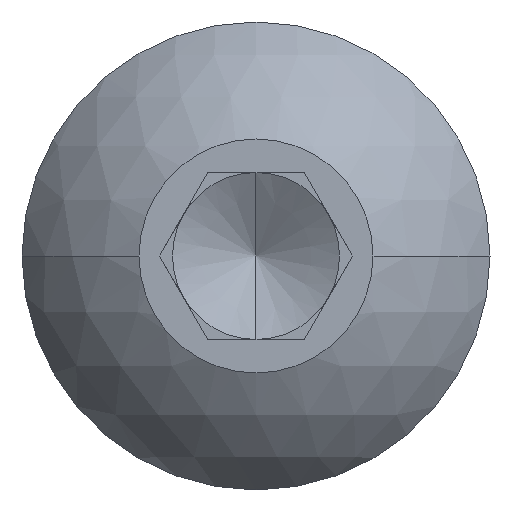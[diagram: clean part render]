
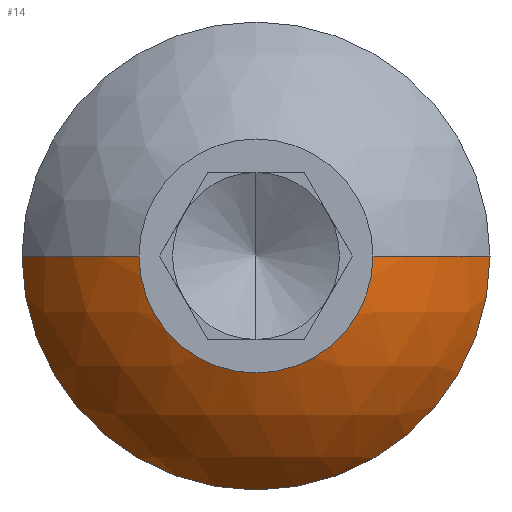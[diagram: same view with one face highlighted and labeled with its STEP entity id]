
A CAD part, left-side view. The second image highlights one B-rep face of the part: STEP entity #14.
In plain terms, the highlighted spherical face has radius 6.416 mm.
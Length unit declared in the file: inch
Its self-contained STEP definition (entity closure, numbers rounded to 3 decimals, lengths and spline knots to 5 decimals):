
#14 = ADVANCED_FACE ( 'NONE', ( #676 ), #388, .T. ) ;
#27 = ORIENTED_EDGE ( 'NONE', *, *, #585, .T. ) ;
#37 = CARTESIAN_POINT ( 'NONE',  ( 0.101, 0., -0.2185 ) ) ;
#46 = EDGE_CURVE ( 'NONE', #412, #512, #508, .T. ) ;
#71 = ORIENTED_EDGE ( 'NONE', *, *, #46, .F. ) ;
#88 = AXIS2_PLACEMENT_3D ( 'NONE', #635, #311, #257 ) ;
#108 = CARTESIAN_POINT ( 'NONE',  ( 0., 0.10925, 0. ) ) ;
#170 = DIRECTION ( 'NONE',  ( -1., 0., 0. ) ) ;
#183 = VERTEX_POINT ( 'NONE', #193 ) ;
#193 = CARTESIAN_POINT ( 'NONE',  ( 0.101, -0.2185, 0. ) ) ;
#212 = EDGE_CURVE ( 'NONE', #628, #183, #654, .T. ) ;
#220 = AXIS2_PLACEMENT_3D ( 'NONE', #673, #323, #552 ) ;
#257 = DIRECTION ( 'NONE',  ( 0., 0., 1. ) ) ;
#258 = VERTEX_POINT ( 'NONE', #316 ) ;
#268 = CIRCLE ( 'NONE', #328, 0.25261 ) ;
#311 = DIRECTION ( 'NONE',  ( -1., 0., 0. ) ) ;
#316 = CARTESIAN_POINT ( 'NONE',  ( 0.101, 0.2185, 0. ) ) ;
#323 = DIRECTION ( 'NONE',  ( -1., 0., 0. ) ) ;
#328 = AXIS2_PLACEMENT_3D ( 'NONE', #490, #479, #542 ) ;
#333 = ORIENTED_EDGE ( 'NONE', *, *, #212, .T. ) ;
#351 = ORIENTED_EDGE ( 'NONE', *, *, #646, .F. ) ;
#373 = AXIS2_PLACEMENT_3D ( 'NONE', #626, #516, #564 ) ;
#386 = DIRECTION ( 'NONE',  ( 0., 0., -1. ) ) ;
#388 = SPHERICAL_SURFACE ( 'NONE', #418, 0.25261 ) ;
#391 = DIRECTION ( 'NONE',  ( 0., 1., 0. ) ) ;
#399 = EDGE_LOOP ( 'NONE', ( #602, #333, #27, #71, #351 ) ) ;
#402 = EDGE_CURVE ( 'NONE', #258, #628, #678, .T. ) ;
#412 = VERTEX_POINT ( 'NONE', #108 ) ;
#418 = AXIS2_PLACEMENT_3D ( 'NONE', #555, #386, #391 ) ;
#449 = CARTESIAN_POINT ( 'NONE',  ( 0., -0.10925, 0. ) ) ;
#479 = DIRECTION ( 'NONE',  ( 0., 0., 1. ) ) ;
#490 = CARTESIAN_POINT ( 'NONE',  ( 0.22776, 0., 0. ) ) ;
#500 = CARTESIAN_POINT ( 'NONE',  ( 0., 0., 0. ) ) ;
#508 = CIRCLE ( 'NONE', #605, 0.10925 ) ;
#512 = VERTEX_POINT ( 'NONE', #449 ) ;
#516 = DIRECTION ( 'NONE',  ( 0., 0., -1. ) ) ;
#542 = DIRECTION ( 'NONE',  ( 1., 0., 0. ) ) ;
#551 = DIRECTION ( 'NONE',  ( 0., 0., 1. ) ) ;
#552 = DIRECTION ( 'NONE',  ( 0., 0., 1. ) ) ;
#555 = CARTESIAN_POINT ( 'NONE',  ( 0.22776, 0., 0. ) ) ;
#564 = DIRECTION ( 'NONE',  ( 0., 1., 0. ) ) ;
#585 = EDGE_CURVE ( 'NONE', #183, #512, #702, .T. ) ;
#602 = ORIENTED_EDGE ( 'NONE', *, *, #402, .T. ) ;
#605 = AXIS2_PLACEMENT_3D ( 'NONE', #500, #170, #551 ) ;
#626 = CARTESIAN_POINT ( 'NONE',  ( 0.22776, 0., 0. ) ) ;
#628 = VERTEX_POINT ( 'NONE', #37 ) ;
#635 = CARTESIAN_POINT ( 'NONE',  ( 0.101, 0., 0. ) ) ;
#646 = EDGE_CURVE ( 'NONE', #258, #412, #268, .T. ) ;
#654 = CIRCLE ( 'NONE', #88, 0.2185 ) ;
#673 = CARTESIAN_POINT ( 'NONE',  ( 0.101, 0., 0. ) ) ;
#676 = FACE_OUTER_BOUND ( 'NONE', #399, .T. ) ;
#678 = CIRCLE ( 'NONE', #220, 0.2185 ) ;
#702 = CIRCLE ( 'NONE', #373, 0.25261 ) ;
